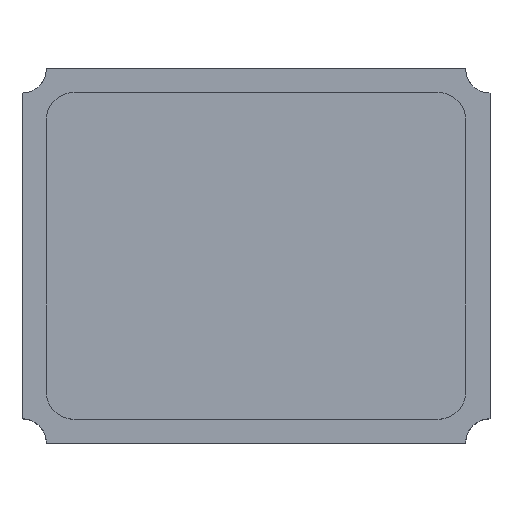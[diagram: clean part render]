
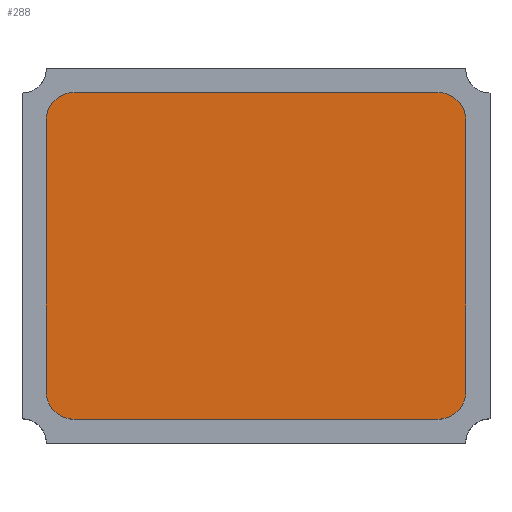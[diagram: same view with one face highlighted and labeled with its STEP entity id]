
A CAD part, top view. The second image highlights one B-rep face of the part: STEP entity #288.
In plain terms, the highlighted planar face has unit normal (0, 0, 1).
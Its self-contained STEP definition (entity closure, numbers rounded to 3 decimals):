
#6 = LINE ( 'NONE', #718, #350 ) ;
#56 = AXIS2_PLACEMENT_3D ( 'NONE', #413, #87, #541 ) ;
#68 = CARTESIAN_POINT ( 'NONE',  ( 1.121, -0.723, 0.57 ) ) ;
#87 = DIRECTION ( 'NONE',  ( 0., 0., 1. ) ) ;
#106 = AXIS2_PLACEMENT_3D ( 'NONE', #385, #1347, #1099 ) ;
#107 = VERTEX_POINT ( 'NONE', #68 ) ;
#119 = DIRECTION ( 'NONE',  ( 1., 0., 0. ) ) ;
#126 = CARTESIAN_POINT ( 'NONE',  ( 0.971, -0.723, 0.57 ) ) ;
#128 = DIRECTION ( 'NONE',  ( -1., 0., 0. ) ) ;
#134 = PLANE ( 'NONE',  #1490 ) ;
#144 = CIRCLE ( 'NONE', #56, 0.15 ) ;
#192 = CARTESIAN_POINT ( 'NONE',  ( -1.121, 0.723, 0.57 ) ) ;
#214 = CARTESIAN_POINT ( 'NONE',  ( 0.971, 0.873, 0.57 ) ) ;
#232 = VECTOR ( 'NONE', #645, 1000. ) ;
#238 = CARTESIAN_POINT ( 'NONE',  ( -0.971, -0.873, 0.57 ) ) ;
#286 = VERTEX_POINT ( 'NONE', #1310 ) ;
#288 = ADVANCED_FACE ( 'NONE', ( #833 ), #134, .T. ) ;
#326 = ORIENTED_EDGE ( 'NONE', *, *, #1029, .T. ) ;
#330 = CARTESIAN_POINT ( 'NONE',  ( -1.121, -0.723, 0.57 ) ) ;
#350 = VECTOR ( 'NONE', #128, 1000. ) ;
#385 = CARTESIAN_POINT ( 'NONE',  ( 0.971, 0.723, 0.57 ) ) ;
#410 = VERTEX_POINT ( 'NONE', #330 ) ;
#413 = CARTESIAN_POINT ( 'NONE',  ( -0.971, -0.723, 0.57 ) ) ;
#417 = ORIENTED_EDGE ( 'NONE', *, *, #1522, .T. ) ;
#492 = VERTEX_POINT ( 'NONE', #214 ) ;
#506 = VECTOR ( 'NONE', #967, 1000. ) ;
#517 = EDGE_CURVE ( 'NONE', #410, #1427, #144, .T. ) ;
#523 = CARTESIAN_POINT ( 'NONE',  ( -1.121, 0.873, 0.57 ) ) ;
#528 = DIRECTION ( 'NONE',  ( 1., 0., 0. ) ) ;
#540 = EDGE_CURVE ( 'NONE', #107, #908, #1028, .T. ) ;
#541 = DIRECTION ( 'NONE',  ( 1., 0., 0. ) ) ;
#542 = CARTESIAN_POINT ( 'NONE',  ( -0.971, 0.873, 0.57 ) ) ;
#569 = AXIS2_PLACEMENT_3D ( 'NONE', #777, #1372, #528 ) ;
#621 = EDGE_CURVE ( 'NONE', #286, #107, #842, .T. ) ;
#645 = DIRECTION ( 'NONE',  ( 0., -1., 0. ) ) ;
#718 = CARTESIAN_POINT ( 'NONE',  ( -1.121, 0.873, 0.57 ) ) ;
#777 = CARTESIAN_POINT ( 'NONE',  ( -0.971, 0.723, 0.57 ) ) ;
#786 = DIRECTION ( 'NONE',  ( 0., 1., 0. ) ) ;
#833 = FACE_OUTER_BOUND ( 'NONE', #1017, .T. ) ;
#842 = CIRCLE ( 'NONE', #1526, 0.15 ) ;
#908 = VERTEX_POINT ( 'NONE', #1397 ) ;
#909 = ORIENTED_EDGE ( 'NONE', *, *, #540, .T. ) ;
#919 = VECTOR ( 'NONE', #786, 1000. ) ;
#942 = DIRECTION ( 'NONE',  ( 0., 0., 1. ) ) ;
#963 = DIRECTION ( 'NONE',  ( 0., 0., 1. ) ) ;
#967 = DIRECTION ( 'NONE',  ( 1., 0., 0. ) ) ;
#973 = ORIENTED_EDGE ( 'NONE', *, *, #621, .T. ) ;
#1017 = EDGE_LOOP ( 'NONE', ( #909, #1274, #1041, #417, #1146, #1074, #326, #973 ) ) ;
#1028 = LINE ( 'NONE', #1508, #919 ) ;
#1029 = EDGE_CURVE ( 'NONE', #1427, #286, #1143, .T. ) ;
#1041 = ORIENTED_EDGE ( 'NONE', *, *, #1207, .T. ) ;
#1074 = ORIENTED_EDGE ( 'NONE', *, *, #517, .T. ) ;
#1087 = EDGE_CURVE ( 'NONE', #1129, #410, #1369, .T. ) ;
#1099 = DIRECTION ( 'NONE',  ( 1., 0., 0. ) ) ;
#1129 = VERTEX_POINT ( 'NONE', #192 ) ;
#1136 = VERTEX_POINT ( 'NONE', #542 ) ;
#1143 = LINE ( 'NONE', #1457, #506 ) ;
#1146 = ORIENTED_EDGE ( 'NONE', *, *, #1087, .T. ) ;
#1207 = EDGE_CURVE ( 'NONE', #492, #1136, #6, .T. ) ;
#1237 = DIRECTION ( 'NONE',  ( 1., 0., 0. ) ) ;
#1274 = ORIENTED_EDGE ( 'NONE', *, *, #1330, .T. ) ;
#1298 = CIRCLE ( 'NONE', #569, 0.15 ) ;
#1310 = CARTESIAN_POINT ( 'NONE',  ( 0.971, -0.873, 0.57 ) ) ;
#1330 = EDGE_CURVE ( 'NONE', #908, #492, #1530, .T. ) ;
#1347 = DIRECTION ( 'NONE',  ( 0., 0., 1. ) ) ;
#1369 = LINE ( 'NONE', #523, #232 ) ;
#1372 = DIRECTION ( 'NONE',  ( 0., 0., 1. ) ) ;
#1397 = CARTESIAN_POINT ( 'NONE',  ( 1.121, 0.723, 0.57 ) ) ;
#1427 = VERTEX_POINT ( 'NONE', #238 ) ;
#1457 = CARTESIAN_POINT ( 'NONE',  ( -1.121, -0.873, 0.57 ) ) ;
#1490 = AXIS2_PLACEMENT_3D ( 'NONE', #1546, #942, #1237 ) ;
#1508 = CARTESIAN_POINT ( 'NONE',  ( 1.121, 0.873, 0.57 ) ) ;
#1522 = EDGE_CURVE ( 'NONE', #1136, #1129, #1298, .T. ) ;
#1526 = AXIS2_PLACEMENT_3D ( 'NONE', #126, #963, #119 ) ;
#1530 = CIRCLE ( 'NONE', #106, 0.15 ) ;
#1546 = CARTESIAN_POINT ( 'NONE',  ( 0., 0., 0.57 ) ) ;
